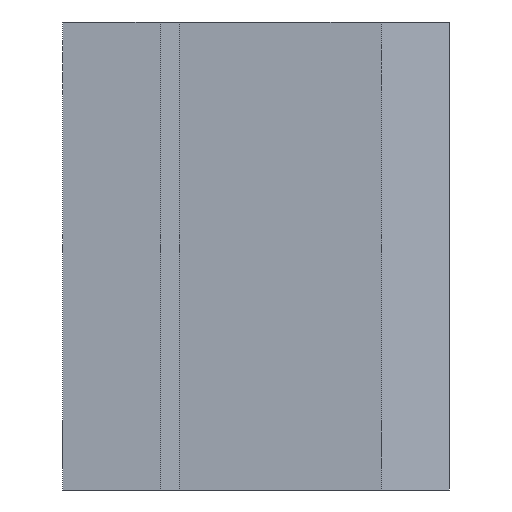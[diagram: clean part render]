
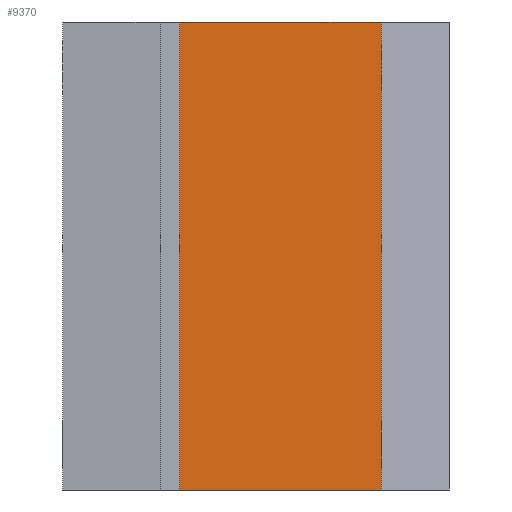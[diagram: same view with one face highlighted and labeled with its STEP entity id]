
A CAD part, left-side view. The second image highlights one B-rep face of the part: STEP entity #9370.
In plain terms, the highlighted planar face has unit normal (-1, 0, 0).
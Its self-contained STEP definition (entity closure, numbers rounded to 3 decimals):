
#385 = EDGE_CURVE ( 'NONE', #14558, #12743, #13738, .T. ) ;
#779 = DIRECTION ( 'NONE',  ( 0., 1., 0. ) ) ;
#1015 = CARTESIAN_POINT ( 'NONE',  ( -38.5, -48.5, 36. ) ) ;
#1309 = VERTEX_POINT ( 'NONE', #9905 ) ;
#1742 = VECTOR ( 'NONE', #3191, 1000. ) ;
#1799 = CARTESIAN_POINT ( 'NONE',  ( -38.5, -17.5, 36. ) ) ;
#1963 = PLANE ( 'NONE',  #8188 ) ;
#3016 = DIRECTION ( 'NONE',  ( 0., 0., -1. ) ) ;
#3191 = DIRECTION ( 'NONE',  ( 0., -1., 0. ) ) ;
#3468 = ORIENTED_EDGE ( 'NONE', *, *, #385, .T. ) ;
#4012 = DIRECTION ( 'NONE',  ( 0., 0., -1. ) ) ;
#5330 = VERTEX_POINT ( 'NONE', #14840 ) ;
#5487 = EDGE_CURVE ( 'NONE', #14558, #5330, #13796, .T. ) ;
#6608 = DIRECTION ( 'NONE',  ( 0., -1., 0. ) ) ;
#6760 = CARTESIAN_POINT ( 'NONE',  ( -38.5, -17.5, 36. ) ) ;
#7570 = VECTOR ( 'NONE', #6608, 1000. ) ;
#7938 = FACE_OUTER_BOUND ( 'NONE', #9889, .T. ) ;
#7950 = VECTOR ( 'NONE', #4012, 1000. ) ;
#8188 = AXIS2_PLACEMENT_3D ( 'NONE', #6760, #11526, #779 ) ;
#8750 = EDGE_CURVE ( 'NONE', #12743, #1309, #14061, .T. ) ;
#9370 = ADVANCED_FACE ( 'NONE', ( #7938 ), #1963, .F. ) ;
#9889 = EDGE_LOOP ( 'NONE', ( #15399, #12522, #11398, #3468 ) ) ;
#9905 = CARTESIAN_POINT ( 'NONE',  ( -38.5, -48.5, -36. ) ) ;
#10140 = VECTOR ( 'NONE', #3016, 1000. ) ;
#10354 = EDGE_CURVE ( 'NONE', #5330, #1309, #11759, .T. ) ;
#10467 = CARTESIAN_POINT ( 'NONE',  ( -38.5, -17.5, -36. ) ) ;
#11398 = ORIENTED_EDGE ( 'NONE', *, *, #5487, .F. ) ;
#11526 = DIRECTION ( 'NONE',  ( 1., 0., 0. ) ) ;
#11759 = LINE ( 'NONE', #1015, #7950 ) ;
#12522 = ORIENTED_EDGE ( 'NONE', *, *, #10354, .F. ) ;
#12743 = VERTEX_POINT ( 'NONE', #15028 ) ;
#12790 = CARTESIAN_POINT ( 'NONE',  ( -38.5, -17.5, 36. ) ) ;
#13738 = LINE ( 'NONE', #12790, #10140 ) ;
#13796 = LINE ( 'NONE', #14969, #7570 ) ;
#14061 = LINE ( 'NONE', #10467, #1742 ) ;
#14558 = VERTEX_POINT ( 'NONE', #1799 ) ;
#14840 = CARTESIAN_POINT ( 'NONE',  ( -38.5, -48.5, 36. ) ) ;
#14969 = CARTESIAN_POINT ( 'NONE',  ( -38.5, -17.5, 36. ) ) ;
#15028 = CARTESIAN_POINT ( 'NONE',  ( -38.5, -17.5, -36. ) ) ;
#15399 = ORIENTED_EDGE ( 'NONE', *, *, #8750, .T. ) ;
